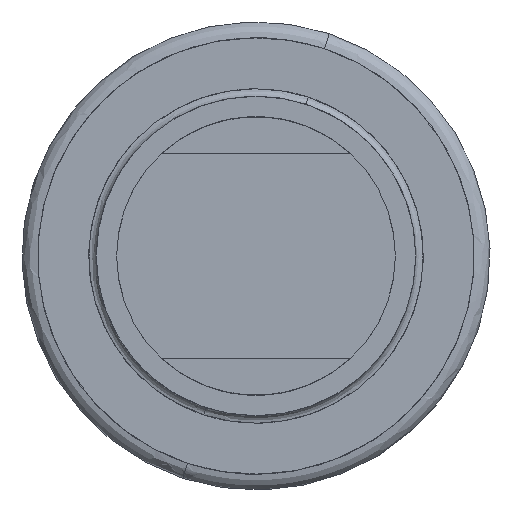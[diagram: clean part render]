
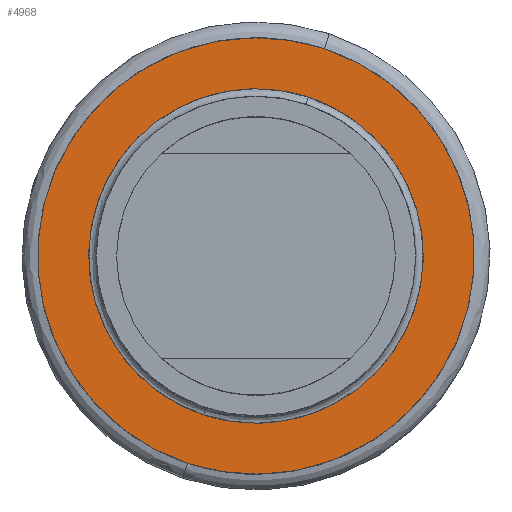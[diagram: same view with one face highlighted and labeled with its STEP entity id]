
A CAD part, left-side view. The second image highlights one B-rep face of the part: STEP entity #4968.
In plain terms, the highlighted planar face has unit normal (-1, 0, 0).
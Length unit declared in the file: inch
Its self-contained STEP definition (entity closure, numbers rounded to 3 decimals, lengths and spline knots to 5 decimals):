
#1691 = EDGE_LOOP ( 'NONE', ( #3183, #4207 ) ) ;
#2093 = CARTESIAN_POINT ( 'NONE',  ( -1.38543, 0.28963, 0.11225 ) ) ;
#2487 = CARTESIAN_POINT ( 'NONE',  ( -1.38543, 1.12424, 2.10768 ) ) ;
#3061 = FACE_OUTER_BOUND ( 'NONE', #1691, .T. ) ;
#3183 = ORIENTED_EDGE ( 'NONE', *, *, #14092, .F. ) ;
#3212 = CARTESIAN_POINT ( 'NONE',  ( -1.38543, -1.46776, -0.46701 ) ) ;
#3365 = EDGE_LOOP ( 'NONE', ( #11013, #7937 ) ) ;
#3380 = CARTESIAN_POINT ( 'NONE',  ( -1.38543, 0.22184, 0.3179 ) ) ;
#3893 = PLANE ( 'NONE',  #11804 ) ;
#4094 = EDGE_CURVE ( 'NONE', #4662, #9852, #5945, .T. ) ;
#4116 = CARTESIAN_POINT ( 'NONE',  ( -1.38543, -0.28963, 1.86964 ) ) ;
#4197 = CARTESIAN_POINT ( 'NONE',  ( -1.38543, -0.28963, 1.86964 ) ) ;
#4207 = ORIENTED_EDGE ( 'NONE', *, *, #14735, .F. ) ;
#4576 = CARTESIAN_POINT ( 'NONE',  ( -1.38543, 1.56793, 0.76159 ) ) ;
#4662 = VERTEX_POINT ( 'NONE', #6909 ) ;
#4944 =( BOUNDED_CURVE ( )  B_SPLINE_CURVE ( 3, ( #4116, #13448, #3212, #2093 ),
 .UNSPECIFIED., .F., .F. ) 
 B_SPLINE_CURVE_WITH_KNOTS ( ( 4, 4 ),
 ( 0., 1. ),
 .UNSPECIFIED. ) 
 CURVE ( )  GEOMETRIC_REPRESENTATION_ITEM ( )  RATIONAL_B_SPLINE_CURVE ( ( 1., 0.333, 0.333, 1. ) ) 
 REPRESENTATION_ITEM ( '' )  );
#4968 = ADVANCED_FACE ( 'NONE', ( #13076, #3061 ), #3893, .F. ) ;
#5302 = DIRECTION ( 'NONE',  ( 1., 0., 0. ) ) ;
#5638 = CARTESIAN_POINT ( 'NONE',  ( -1.38543, -0.28963, 1.86964 ) ) ;
#5945 =( BOUNDED_CURVE ( )  B_SPLINE_CURVE ( 3, ( #13986, #6062, #11605, #12797 ),
 .UNSPECIFIED., .F., .T. ) 
 B_SPLINE_CURVE_WITH_KNOTS ( ( 4, 4 ),
 ( 0., 1. ),
 .UNSPECIFIED. ) 
 CURVE ( )  GEOMETRIC_REPRESENTATION_ITEM ( )  RATIONAL_B_SPLINE_CURVE ( ( 1., 0.333, 0.333, 1. ) ) 
 REPRESENTATION_ITEM ( '' )  );
#5987 =( BOUNDED_CURVE ( )  B_SPLINE_CURVE ( 3, ( #12728, #2487, #4576, #3380 ),
 .UNSPECIFIED., .F., .T. ) 
 B_SPLINE_CURVE_WITH_KNOTS ( ( 4, 4 ),
 ( 0., 1. ),
 .UNSPECIFIED. ) 
 CURVE ( )  GEOMETRIC_REPRESENTATION_ITEM ( )  RATIONAL_B_SPLINE_CURVE ( ( 1., 0.333, 0.333, 1. ) ) 
 REPRESENTATION_ITEM ( '' )  );
#6062 = CARTESIAN_POINT ( 'NONE',  ( -1.38543, -1.12424, -0.12579 ) ) ;
#6109 = VERTEX_POINT ( 'NONE', #4197 ) ;
#6909 = CARTESIAN_POINT ( 'NONE',  ( -1.38543, 0.22184, 0.3179 ) ) ;
#7937 = ORIENTED_EDGE ( 'NONE', *, *, #12106, .F. ) ;
#8750 = CARTESIAN_POINT ( 'NONE',  ( -1.38543, 0.28963, 0.11225 ) ) ;
#9852 = VERTEX_POINT ( 'NONE', #12835 ) ;
#10057 = CARTESIAN_POINT ( 'NONE',  ( -1.38543, 0.28963, 0.11225 ) ) ;
#10139 = CARTESIAN_POINT ( 'NONE',  ( -1.38543, 1.46776, 2.4489 ) ) ;
#10929 = CARTESIAN_POINT ( 'NONE',  ( -1.38543, 0.28963, 0.11225 ) ) ;
#11013 = ORIENTED_EDGE ( 'NONE', *, *, #4094, .F. ) ;
#11605 = CARTESIAN_POINT ( 'NONE',  ( -1.38543, -1.56793, 1.2203 ) ) ;
#11804 = AXIS2_PLACEMENT_3D ( 'NONE', #8750, #5302, #12177 ) ;
#12106 = EDGE_CURVE ( 'NONE', #9852, #4662, #5987, .T. ) ;
#12177 = DIRECTION ( 'NONE',  ( 0., 1., 0. ) ) ;
#12370 = VERTEX_POINT ( 'NONE', #10929 ) ;
#12728 = CARTESIAN_POINT ( 'NONE',  ( -1.38543, -0.22184, 1.66399 ) ) ;
#12797 = CARTESIAN_POINT ( 'NONE',  ( -1.38543, -0.22184, 1.66399 ) ) ;
#12835 = CARTESIAN_POINT ( 'NONE',  ( -1.38543, -0.22184, 1.66399 ) ) ;
#13076 = FACE_BOUND ( 'NONE', #3365, .T. ) ;
#13448 = CARTESIAN_POINT ( 'NONE',  ( -1.38543, -2.04702, 1.29038 ) ) ;
#13986 = CARTESIAN_POINT ( 'NONE',  ( -1.38543, 0.22184, 0.3179 ) ) ;
#14092 = EDGE_CURVE ( 'NONE', #12370, #6109, #14752, .T. ) ;
#14453 = CARTESIAN_POINT ( 'NONE',  ( -1.38543, 2.04702, 0.69151 ) ) ;
#14735 = EDGE_CURVE ( 'NONE', #6109, #12370, #4944, .T. ) ;
#14752 =( BOUNDED_CURVE ( )  B_SPLINE_CURVE ( 3, ( #10057, #14453, #10139, #5638 ),
 .UNSPECIFIED., .F., .T. ) 
 B_SPLINE_CURVE_WITH_KNOTS ( ( 4, 4 ),
 ( 0., 1. ),
 .UNSPECIFIED. ) 
 CURVE ( )  GEOMETRIC_REPRESENTATION_ITEM ( )  RATIONAL_B_SPLINE_CURVE ( ( 1., 0.333, 0.333, 1. ) ) 
 REPRESENTATION_ITEM ( '' )  );
